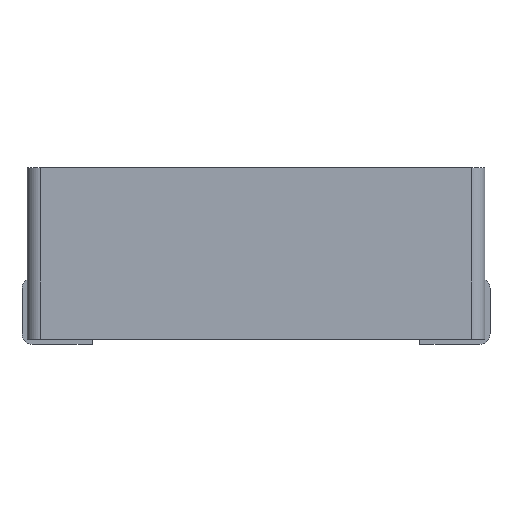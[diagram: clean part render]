
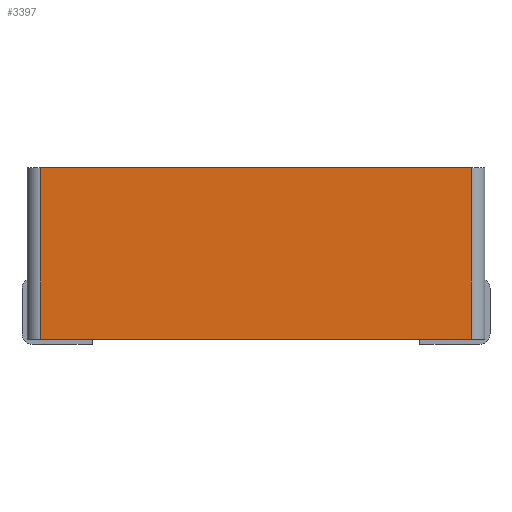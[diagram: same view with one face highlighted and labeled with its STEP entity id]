
A CAD part, front view. The second image highlights one B-rep face of the part: STEP entity #3397.
In plain terms, the highlighted planar face has unit normal (0, -1, 0).
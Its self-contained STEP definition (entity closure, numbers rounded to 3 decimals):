
#54=LINE('',#4518,#304);
#99=LINE('',#4627,#349);
#102=LINE('',#4634,#352);
#103=LINE('',#4635,#353);
#304=VECTOR('',#3678,1000.);
#349=VECTOR('',#3759,1000.);
#352=VECTOR('',#3766,1000.);
#353=VECTOR('',#3767,1000.);
#710=ORIENTED_EDGE('',*,*,#1376,.T.);
#711=ORIENTED_EDGE('',*,*,#1436,.F.);
#712=ORIENTED_EDGE('',*,*,#1432,.F.);
#713=ORIENTED_EDGE('',*,*,#1437,.T.);
#1376=EDGE_CURVE('',#1745,#1746,#54,.T.);
#1432=EDGE_CURVE('',#1790,#1791,#99,.T.);
#1436=EDGE_CURVE('',#1791,#1746,#102,.T.);
#1437=EDGE_CURVE('',#1790,#1745,#103,.T.);
#1745=VERTEX_POINT('',#4519);
#1746=VERTEX_POINT('',#4520);
#1790=VERTEX_POINT('',#4626);
#1791=VERTEX_POINT('',#4628);
#2027=EDGE_LOOP('',(#710,#711,#712,#713));
#2176=FACE_BOUND('',#2027,.T.);
#2314=PLANE('',#3551);
#3397=ADVANCED_FACE('',(#2176),#2314,.F.);
#3551=AXIS2_PLACEMENT_3D('',#4633,#3764,#3765);
#3678=DIRECTION('',(-1.,0.,0.));
#3759=DIRECTION('',(-1.,0.,0.));
#3764=DIRECTION('',(0.,1.,0.));
#3765=DIRECTION('',(0.,0.,1.));
#3766=DIRECTION('',(0.,0.,1.));
#3767=DIRECTION('',(0.,0.,1.));
#4518=CARTESIAN_POINT('',(-5.9,-8.55,1.8));
#4519=CARTESIAN_POINT('',(8.3,-8.55,1.8));
#4520=CARTESIAN_POINT('',(-8.3,-8.55,1.8));
#4626=CARTESIAN_POINT('',(8.3,-8.55,-4.8));
#4627=CARTESIAN_POINT('',(-5.9,-8.55,-4.8));
#4628=CARTESIAN_POINT('',(-8.3,-8.55,-4.8));
#4633=CARTESIAN_POINT('',(-5.9,-8.55,-4.8));
#4634=CARTESIAN_POINT('',(-8.3,-8.55,-4.8));
#4635=CARTESIAN_POINT('',(8.3,-8.55,-4.8));
